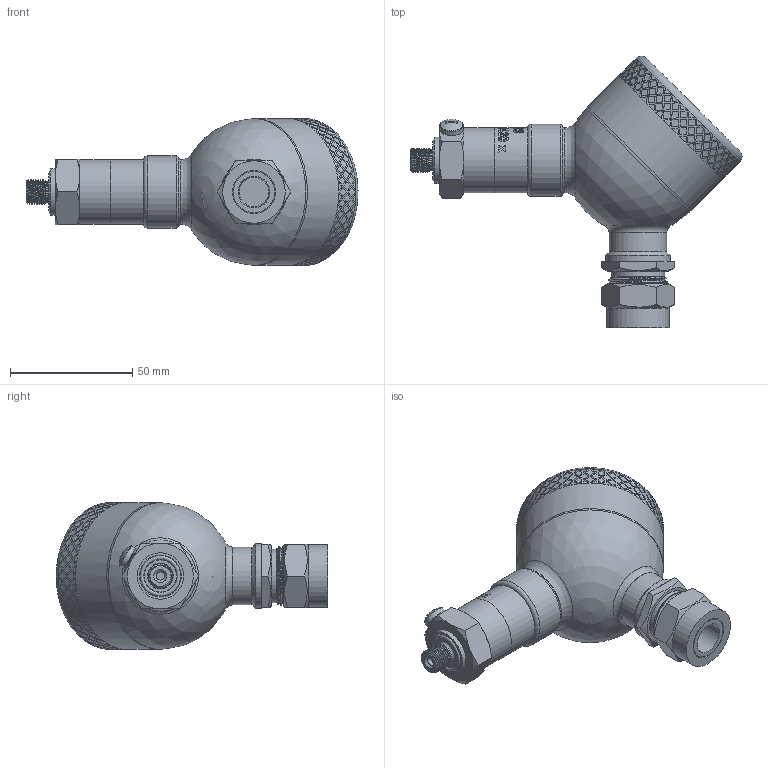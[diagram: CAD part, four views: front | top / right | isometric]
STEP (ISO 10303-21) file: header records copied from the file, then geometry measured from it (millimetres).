
FILE_DESCRIPTION(/* description */ (''),/* implementation_level */ '2;1');
FILE_NAME(/* name */ 'APZ3420x_M10x1DIN_CableGlandM20x1,5Exd_display.step',/* time_stamp */ '2021-07-02T14:23:20+03:00',/* author */ (''),/* organization */ (''),/* preprocessor_version */ 'ST-DEVELOPER v18.1',/* originating_system */ 'Autodesk Translation Framework v10.9.0.1377',/* authorisation */ '');
FILE_SCHEMA (('AUTOMOTIVE_DESIGN { 1 0 10303 214 3 1 1 }'));
Length unit declared in the file: millimetre
Products named in the file (8): АПЗ 3420 х заполненный; M10x1 DIN; Field housing; Cover for display; Display; Main body; screw M6x1 v1; M20x1,5 steel cable gland Ex d v3
Assembly tree (7 placements, depth 3):
  АПЗ 3420 х заполненный
    M10x1 DIN
    Field housing
      Cover for display
      Display
      Main body
    screw M6x1 v1
    M20x1,5 steel cable gland Ex d v3
Bounding box: 135.88 x 111.09 x 60.1 mm (x, y, z)
Volume: 230896.2 mm3; surface area: 51373.5 mm2
Topology: 15 solids, 15 shells, 1631 faces, 4073 edges, 2677 vertices
Faces by surface type: bspline 954, cylinder 353, plane 269, cone 33, torus 20, sphere 2
Full cylindrical faces by diameter (mm): 3.3 x1, 4.744 x3, 5 x4, 5.035 x4, 5.884 x4, 6.147 x1, 8.5 x1, 8.744 x3, 9.6 x1, 9.884 x4, 12 x1, 13 x1, 13.5 x1, 16.7 x1, 17 x2, 17.6 x1, 18.137 x7, 19 x1, 19.85 x6, 21 x1, 22 x1, 22.132 x1, 22.4 x1, 23.6 x1, 24.5 x2, 25.6 x1, 26.5 x3, 29.5 x1, 41 x3, 46 x2
Entity records: 69049 total; most frequent: CARTESIAN_POINT 37777, ORIENTED_EDGE 8140, EDGE_CURVE 4070, DIRECTION 3127, B_SPLINE_CURVE_WITH_KNOTS 2729, VERTEX_POINT 2677, EDGE_LOOP 1873, FACE_OUTER_BOUND 1631
